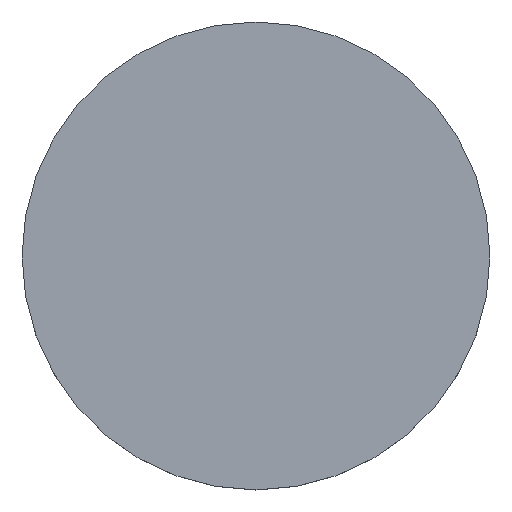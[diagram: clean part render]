
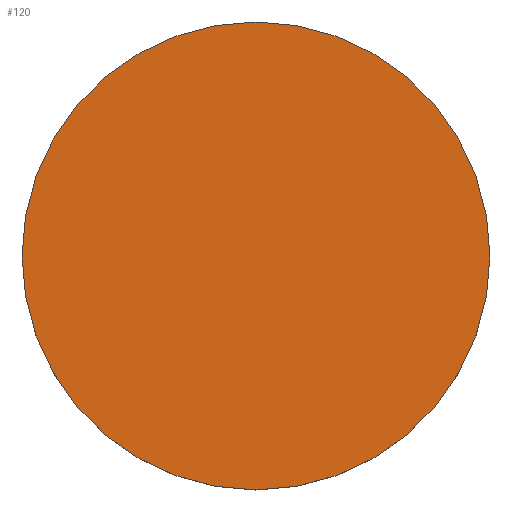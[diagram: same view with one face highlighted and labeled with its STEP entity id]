
A CAD part, top view. The second image highlights one B-rep face of the part: STEP entity #120.
In plain terms, the highlighted planar face has unit normal (0, 0, 1).
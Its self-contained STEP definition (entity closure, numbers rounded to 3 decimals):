
#5 = VERTEX_POINT ( 'NONE', #12 ) ;
#9 = AXIS2_PLACEMENT_3D ( 'NONE', #134, #57, #145 ) ;
#12 = CARTESIAN_POINT ( 'NONE',  ( 16., 0., 1.5 ) ) ;
#23 = CARTESIAN_POINT ( 'NONE',  ( 0., 0., 1.5 ) ) ;
#30 = DIRECTION ( 'NONE',  ( 0., 0., 1. ) ) ;
#34 = CIRCLE ( 'NONE', #9, 16. ) ;
#40 = DIRECTION ( 'NONE',  ( 1., 0., 0. ) ) ;
#41 = VERTEX_POINT ( 'NONE', #165 ) ;
#42 = AXIS2_PLACEMENT_3D ( 'NONE', #23, #30, #73 ) ;
#52 = EDGE_LOOP ( 'NONE', ( #166, #169 ) ) ;
#57 = DIRECTION ( 'NONE',  ( 0., 0., 1. ) ) ;
#64 = CIRCLE ( 'NONE', #42, 16. ) ;
#73 = DIRECTION ( 'NONE',  ( 1., 0., 0. ) ) ;
#88 = EDGE_CURVE ( 'NONE', #41, #5, #64, .T. ) ;
#120 = ADVANCED_FACE ( 'NONE', ( #147 ), #161, .T. ) ;
#134 = CARTESIAN_POINT ( 'NONE',  ( 0., 0., 1.5 ) ) ;
#145 = DIRECTION ( 'NONE',  ( 1., 0., 0. ) ) ;
#147 = FACE_OUTER_BOUND ( 'NONE', #52, .T. ) ;
#156 = AXIS2_PLACEMENT_3D ( 'NONE', #170, #168, #40 ) ;
#161 = PLANE ( 'NONE',  #156 ) ;
#164 = EDGE_CURVE ( 'NONE', #5, #41, #34, .T. ) ;
#165 = CARTESIAN_POINT ( 'NONE',  ( -16., 0., 1.5 ) ) ;
#166 = ORIENTED_EDGE ( 'NONE', *, *, #88, .T. ) ;
#168 = DIRECTION ( 'NONE',  ( 0., 0., 1. ) ) ;
#169 = ORIENTED_EDGE ( 'NONE', *, *, #164, .T. ) ;
#170 = CARTESIAN_POINT ( 'NONE',  ( 0., 0., 1.5 ) ) ;
